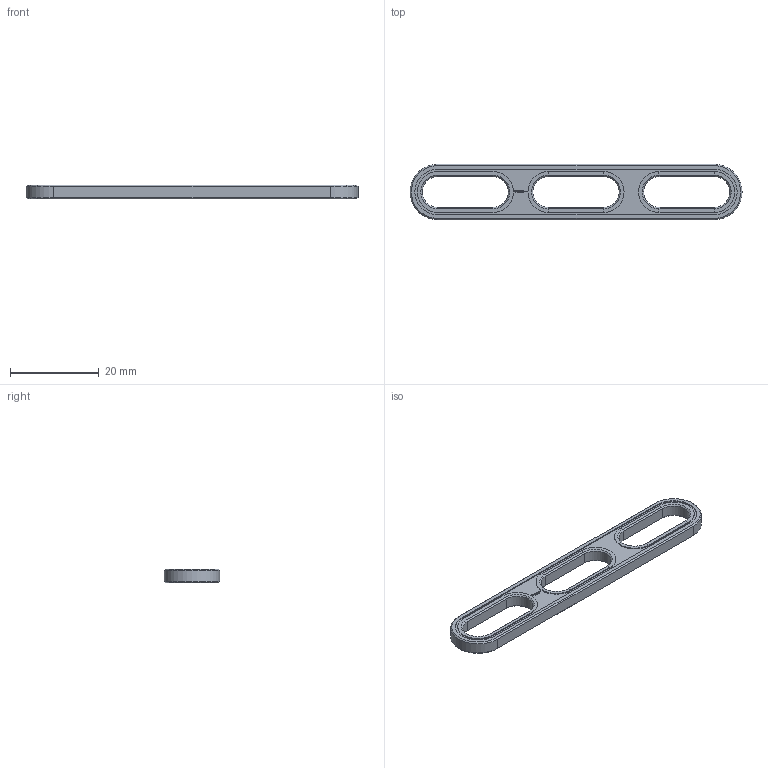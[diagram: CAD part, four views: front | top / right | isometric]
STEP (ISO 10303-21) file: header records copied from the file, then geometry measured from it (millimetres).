
FILE_DESCRIPTION(('FreeCAD Model'),'2;1');
FILE_NAME('Open CASCADE Shape Model','2021-03-27T16:18:58',(''),(''), 'Open CASCADE STEP processor 7.4','FreeCAD','Unknown');
FILE_SCHEMA(('AUTOMOTIVE_DESIGN { 1 0 10303 214 1 1 1 1 }'));
Length unit declared in the file: millimetre
Products named in the file (1): Brace_STR_SLT_SQT_ERR_BU06x01x00.25x02_-_SPN-BRC-0420_(stemfie.org)
Bounding box: 75 x 12.5 x 3.12 mm (x, y, z)
Volume: 1579.7 mm3; surface area: 1963.9 mm2
Topology: 1 solids, 1 shells, 579 faces, 1579 edges, 1038 vertices
Faces by surface type: plane 367, extrusion 180, cone 16, cylinder 16
Entity records: 39952 total; most frequent: CARTESIAN_POINT 9681, DIRECTION 4855, VECTOR 3911, LINE 3731, ORIENTED_EDGE 3158, PCURVE 3158, DEFINITIONAL_REPRESENTATION 3158, EDGE_CURVE 1579
